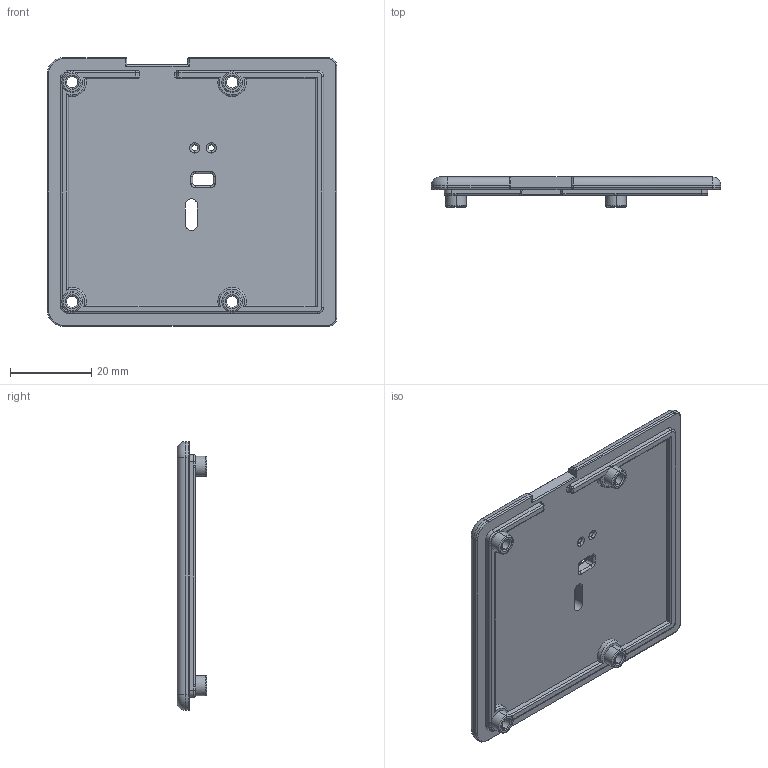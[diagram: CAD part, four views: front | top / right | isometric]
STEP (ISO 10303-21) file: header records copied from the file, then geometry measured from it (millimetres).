
FILE_DESCRIPTION (( 'STEP AP214' ), '1' );
FILE_NAME ('CapiBridge_Case_lit_USB.STEP', '2024-06-06T22:55:37', ( '' ), ( '' ), 'SwSTEP 2.0', 'SolidWorks 2022', '' );
FILE_SCHEMA (( 'AUTOMOTIVE_DESIGN' ));
Length unit declared in the file: millimetre
Products named in the file (1): CapiBridge_Case_lit_USB
Bounding box: 71 x 7.3 x 66 mm (x, y, z)
Volume: 14306.2 mm3; surface area: 10979 mm2
Topology: 1 solids, 1 shells, 527 faces, 1237 edges, 733 vertices
Faces by surface type: bspline 178, cylinder 157, plane 119, torus 69, sphere 4
Entity records: 24907 total; most frequent: CARTESIAN_POINT 14162, ORIENTED_EDGE 2466, DIRECTION 1819, EDGE_CURVE 1233, VERTEX_POINT 733, AXIS2_PLACEMENT_3D 658, EDGE_LOOP 568, FACE_OUTER_BOUND 527
